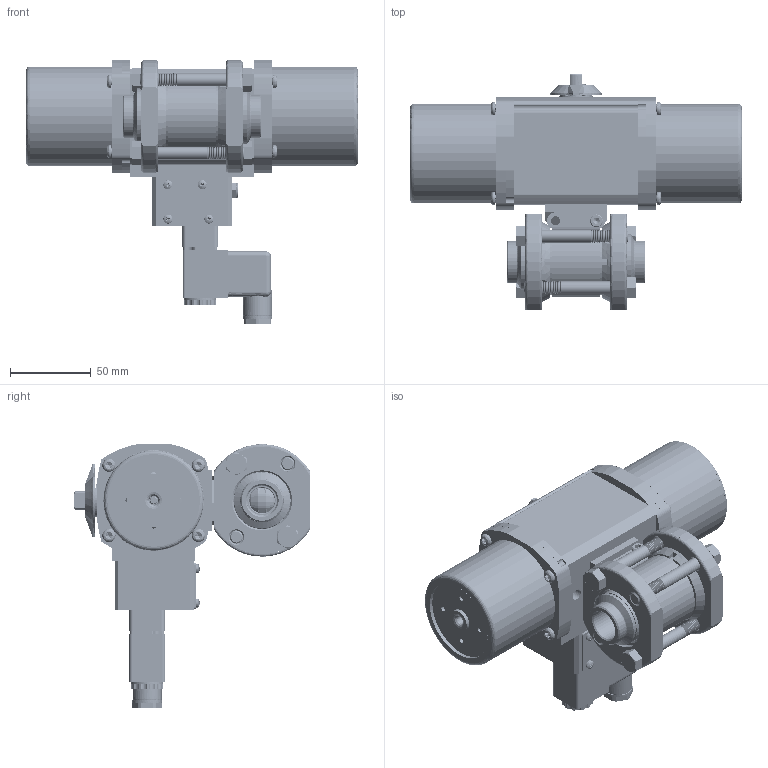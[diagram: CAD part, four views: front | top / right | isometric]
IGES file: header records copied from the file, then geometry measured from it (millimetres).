
Start section: SolidWorks IGES file using analytic representation for surfaces
Global section: file name: 26XXTSWSA512SR3GPDS.igs; native system: SolidWorks 2017; preprocessor: SolidWorks 2017; author: ryanm; date: 180612.140410; units: inch
Bounding box: 206.12 x 146.65 x 163.68 mm (x, y, z)
Surface area: 294993.4 mm2 (no closed solid volume)
Topology: 0 solids, 0 shells, 5767 faces, 82358 edges, 82219 vertices
Faces by surface type: revolution 4639, bspline 1128
